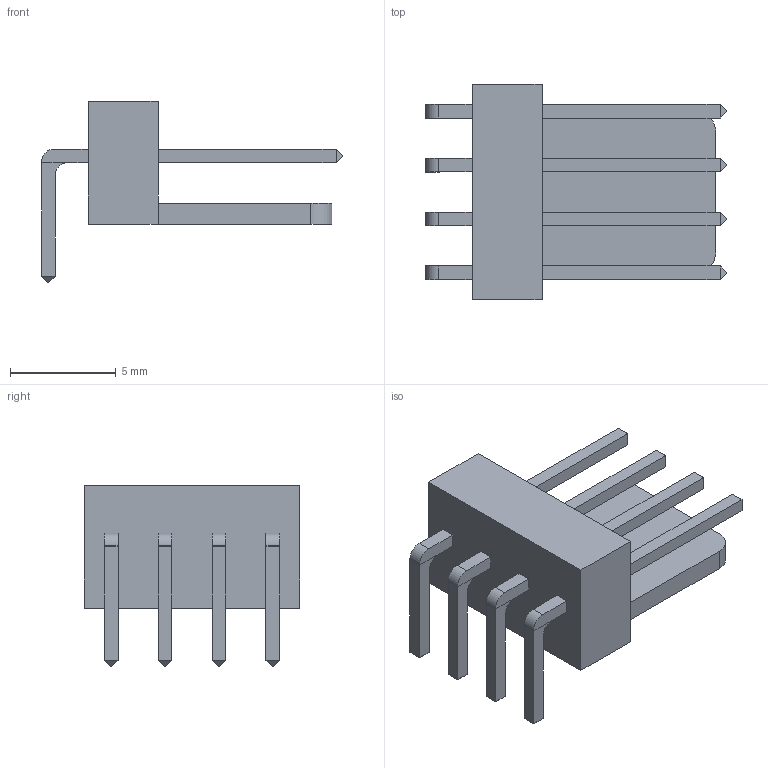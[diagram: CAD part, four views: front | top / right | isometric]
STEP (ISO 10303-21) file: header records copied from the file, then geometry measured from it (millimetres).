
FILE_DESCRIPTION(('FreeCAD Model'),'2;1');
FILE_NAME( 'Molex_KK256_Pin_Header_Angled_1x04.step' ,'2019-08-19T01:46:46',('Author'),(''), 'Open CASCADE STEP processor 6.8','FreeCAD','Unknown');
FILE_SCHEMA(('AUTOMOTIVE_DESIGN_CC2 { 1 2 10303 214 -1 1 5 4 }'));
Length unit declared in the file: millimetre
Products named in the file (1): Molex_KK256_Pin_Header_Angled_1x04
Bounding box: 14.2 x 10.16 x 8.56 mm (x, y, z)
Volume: 283 mm3; surface area: 526.3 mm2
Topology: 1 solids, 1 shells, 113 faces, 267 edges, 164 vertices
Faces by surface type: plane 103, cylinder 10
Entity records: 3949 total; most frequent: CARTESIAN_POINT 545, ORIENTED_EDGE 534, DIRECTION 515, EDGE_CURVE 267, LINE 247, VECTOR 247, VERTEX_POINT 164, AXIS2_PLACEMENT_3D 134
